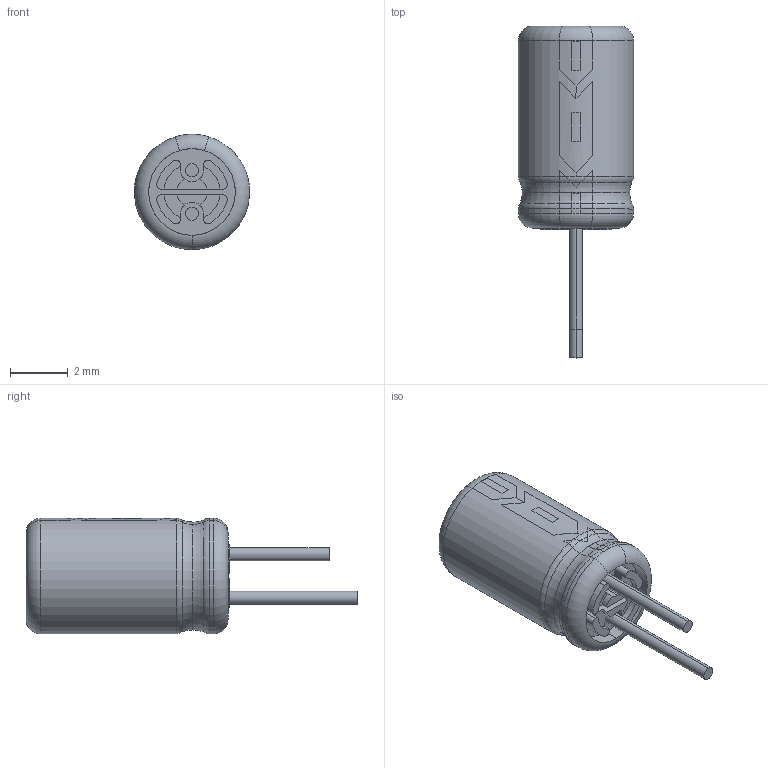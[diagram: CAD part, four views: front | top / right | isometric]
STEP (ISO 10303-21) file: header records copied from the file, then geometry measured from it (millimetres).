
FILE_DESCRIPTION (( 'STEP AP214' ), '1' );
FILE_NAME ('CAP PR1.5x4x7mm.STEP', '2013-11-20T11:10:45', ( '' ), ( '' ), 'SwSTEP 2.0', 'SolidWorks 2012', '' );
FILE_SCHEMA (( 'AUTOMOTIVE_DESIGN' ));
Length unit declared in the file: millimetre
Products named in the file (1): CAP PR1.5x4x7mm
Bounding box: 3.99 x 11.5 x 4 mm (x, y, z)
Volume: 84.8 mm3; surface area: 134.3 mm2
Topology: 1 solids, 1 shells, 104 faces, 277 edges, 181 vertices
Faces by surface type: cylinder 44, plane 36, torus 24
Entity records: 4401 total; most frequent: CARTESIAN_POINT 715, DIRECTION 571, ORIENTED_EDGE 554, EDGE_CURVE 277, AXIS2_PLACEMENT_3D 226, VERTEX_POINT 181, CIRCLE 121, LINE 119
